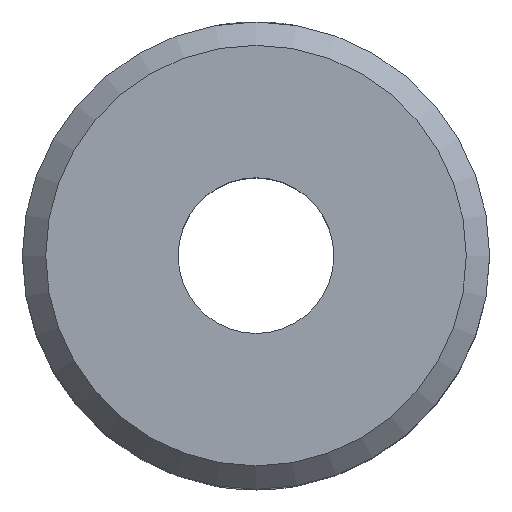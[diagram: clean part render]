
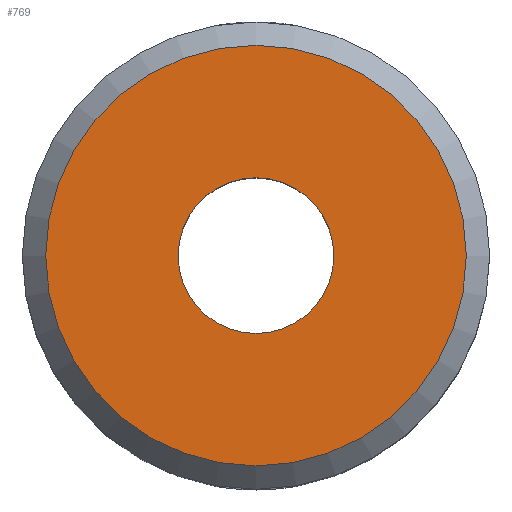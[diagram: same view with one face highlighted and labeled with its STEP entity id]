
A CAD part, top view. The second image highlights one B-rep face of the part: STEP entity #769.
In plain terms, the highlighted planar face has unit normal (0, 0, 1).
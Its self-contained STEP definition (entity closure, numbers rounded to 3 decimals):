
#658 = CONICAL_SURFACE('',#659,13.5,0.785);
#659 = AXIS2_PLACEMENT_3D('',#660,#661,#662);
#660 = CARTESIAN_POINT('',(0.,-0.,28.));
#661 = DIRECTION('',(0.,0.,-1.));
#662 = DIRECTION('',(1.,0.,0.));
#699 = VERTEX_POINT('',#700);
#700 = CARTESIAN_POINT('',(13.5,0.,28.));
#720 = EDGE_CURVE('',#699,#699,#721,.T.);
#721 = SURFACE_CURVE('',#722,(#727,#756),.PCURVE_S1.);
#722 = CIRCLE('',#723,13.5);
#723 = AXIS2_PLACEMENT_3D('',#724,#725,#726);
#724 = CARTESIAN_POINT('',(0.,0.,28.));
#725 = DIRECTION('',(0.,0.,-1.));
#726 = DIRECTION('',(1.,0.,0.));
#727 = PCURVE('',#658,#728);
#728 = DEFINITIONAL_REPRESENTATION('',(#729),#755);
#729 = B_SPLINE_CURVE_WITH_KNOTS('',3,(#730,#731,#732,#733,#734,#735,
    #736,#737,#738,#739,#740,#741,#742,#743,#744,#745,#746,#747,#748,
    #749,#750,#751,#752,#753,#754),.UNSPECIFIED.,.F.,.F.,(4,1,1,1,1,1,1,
    1,1,1,1,1,1,1,1,1,1,1,1,1,1,1,4),(0.,0.286,0.571,
    0.857,1.142,1.428,1.714,
    1.999,2.285,2.57,2.856,
    3.142,3.427,3.713,3.998,
    4.284,4.57,4.855,5.141,
    5.426,5.712,5.998,6.283),
  .QUASI_UNIFORM_KNOTS.);
#730 = CARTESIAN_POINT('',(0.,0.));
#731 = CARTESIAN_POINT('',(0.095,0.));
#732 = CARTESIAN_POINT('',(0.286,0.));
#733 = CARTESIAN_POINT('',(0.571,0.));
#734 = CARTESIAN_POINT('',(0.857,0.));
#735 = CARTESIAN_POINT('',(1.142,0.));
#736 = CARTESIAN_POINT('',(1.428,0.));
#737 = CARTESIAN_POINT('',(1.714,0.));
#738 = CARTESIAN_POINT('',(1.999,0.));
#739 = CARTESIAN_POINT('',(2.285,0.));
#740 = CARTESIAN_POINT('',(2.57,0.));
#741 = CARTESIAN_POINT('',(2.856,0.));
#742 = CARTESIAN_POINT('',(3.142,0.));
#743 = CARTESIAN_POINT('',(3.427,0.));
#744 = CARTESIAN_POINT('',(3.713,0.));
#745 = CARTESIAN_POINT('',(3.998,0.));
#746 = CARTESIAN_POINT('',(4.284,0.));
#747 = CARTESIAN_POINT('',(4.57,0.));
#748 = CARTESIAN_POINT('',(4.855,0.));
#749 = CARTESIAN_POINT('',(5.141,0.));
#750 = CARTESIAN_POINT('',(5.426,0.));
#751 = CARTESIAN_POINT('',(5.712,0.));
#752 = CARTESIAN_POINT('',(5.998,0.));
#753 = CARTESIAN_POINT('',(6.188,0.));
#754 = CARTESIAN_POINT('',(6.283,0.));
#755 = ( GEOMETRIC_REPRESENTATION_CONTEXT(2) 
PARAMETRIC_REPRESENTATION_CONTEXT() REPRESENTATION_CONTEXT('2D SPACE',''
  ) );
#756 = PCURVE('',#757,#762);
#757 = PLANE('',#758);
#758 = AXIS2_PLACEMENT_3D('',#759,#760,#761);
#759 = CARTESIAN_POINT('',(0.,-0.,28.));
#760 = DIRECTION('',(0.,0.,-1.));
#761 = DIRECTION('',(1.,0.,0.));
#762 = DEFINITIONAL_REPRESENTATION('',(#763),#767);
#763 = CIRCLE('',#764,13.5);
#764 = AXIS2_PLACEMENT_2D('',#765,#766);
#765 = CARTESIAN_POINT('',(0.,0.));
#766 = DIRECTION('',(1.,0.));
#767 = ( GEOMETRIC_REPRESENTATION_CONTEXT(2) 
PARAMETRIC_REPRESENTATION_CONTEXT() REPRESENTATION_CONTEXT('2D SPACE',''
  ) );
#769 = ADVANCED_FACE('',(#770,#773),#757,.F.);
#770 = FACE_BOUND('',#771,.F.);
#771 = EDGE_LOOP('',(#772));
#772 = ORIENTED_EDGE('',*,*,#720,.T.);
#773 = FACE_BOUND('',#774,.F.);
#774 = EDGE_LOOP('',(#775));
#775 = ORIENTED_EDGE('',*,*,#776,.F.);
#776 = EDGE_CURVE('',#777,#777,#779,.T.);
#777 = VERTEX_POINT('',#778);
#778 = CARTESIAN_POINT('',(4.999,0.,28.));
#779 = SURFACE_CURVE('',#780,(#785,#792),.PCURVE_S1.);
#780 = CIRCLE('',#781,4.999);
#781 = AXIS2_PLACEMENT_3D('',#782,#783,#784);
#782 = CARTESIAN_POINT('',(0.,0.,28.));
#783 = DIRECTION('',(0.,0.,-1.));
#784 = DIRECTION('',(1.,0.,0.));
#785 = PCURVE('',#757,#786);
#786 = DEFINITIONAL_REPRESENTATION('',(#787),#791);
#787 = CIRCLE('',#788,4.999);
#788 = AXIS2_PLACEMENT_2D('',#789,#790);
#789 = CARTESIAN_POINT('',(0.,0.));
#790 = DIRECTION('',(1.,0.));
#791 = ( GEOMETRIC_REPRESENTATION_CONTEXT(2) 
PARAMETRIC_REPRESENTATION_CONTEXT() REPRESENTATION_CONTEXT('2D SPACE',''
  ) );
#792 = PCURVE('',#793,#798);
#793 = CYLINDRICAL_SURFACE('',#794,4.999);
#794 = AXIS2_PLACEMENT_3D('',#795,#796,#797);
#795 = CARTESIAN_POINT('',(0.,0.,0.));
#796 = DIRECTION('',(0.,0.,1.));
#797 = DIRECTION('',(1.,0.,-0.));
#798 = DEFINITIONAL_REPRESENTATION('',(#799),#802);
#799 = B_SPLINE_CURVE_WITH_KNOTS('',1,(#800,#801),.UNSPECIFIED.,.F.,.F.,
  (2,2),(0.,6.283),.PIECEWISE_BEZIER_KNOTS.);
#800 = CARTESIAN_POINT('',(6.283,28.));
#801 = CARTESIAN_POINT('',(0.,28.));
#802 = ( GEOMETRIC_REPRESENTATION_CONTEXT(2) 
PARAMETRIC_REPRESENTATION_CONTEXT() REPRESENTATION_CONTEXT('2D SPACE',''
  ) );
